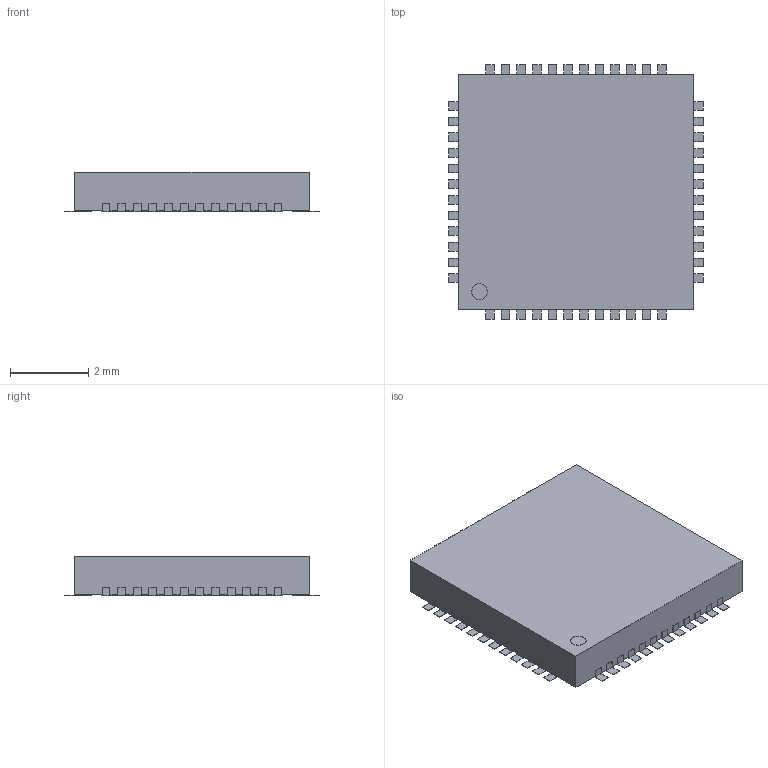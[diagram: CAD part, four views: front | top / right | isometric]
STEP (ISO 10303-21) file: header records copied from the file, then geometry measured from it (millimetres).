
FILE_DESCRIPTION(/* description */ (''),/* implementation_level */ '2;1');
FILE_NAME(/* name */ '115-2054-000_1.stp',/* time_stamp */ '2023-11-01T20:46:11+03:00',/* author */ (''),/* organization */ (''),/* preprocessor_version */ 'ST-DEVELOPER v16.7',/* originating_system */ 'SIEMENS PLM Software NX 12.0',/* authorisation */ '');
FILE_SCHEMA (('AUTOMOTIVE_DESIGN { 1 0 10303 214 3 1 1 1 }'));
Length unit declared in the file: millimetre
Products named in the file (1): 115-2054-000_1
Bounding box: 6.5 x 6.5 x 1 mm (x, y, z)
Volume: 35.8 mm3; surface area: 107.6 mm2
Topology: 1 solids, 1 shells, 644 faces, 1773 edges, 1182 vertices
Faces by surface type: plane 546, cylinder 98
Entity records: 20987 total; most frequent: CARTESIAN_POINT 3600, ORIENTED_EDGE 3546, DIRECTION 3259, EDGE_CURVE 1773, LINE 1577, VECTOR 1577, VERTEX_POINT 1182, AXIS2_PLACEMENT_3D 841
